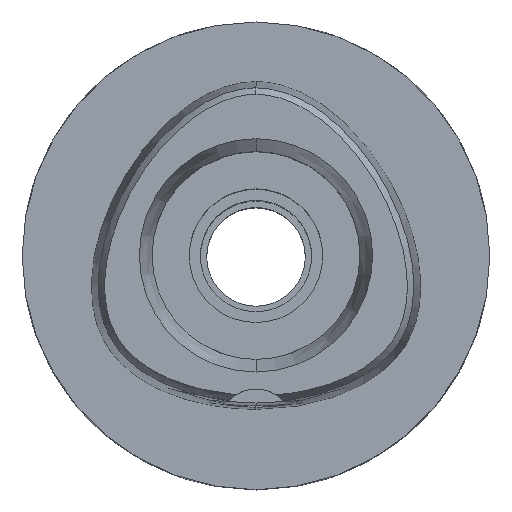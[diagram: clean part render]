
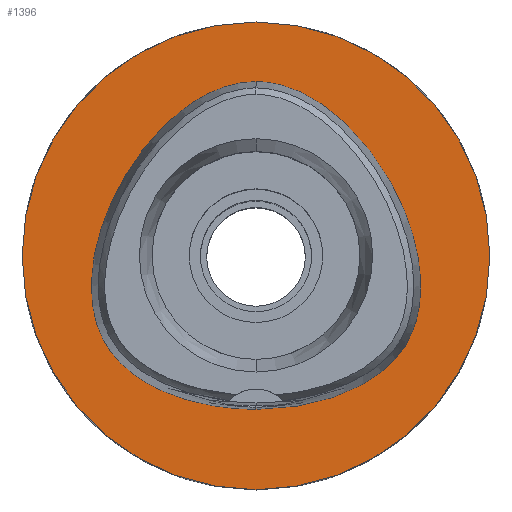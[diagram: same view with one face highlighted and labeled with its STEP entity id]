
A CAD part, top view. The second image highlights one B-rep face of the part: STEP entity #1396.
In plain terms, the highlighted planar face has unit normal (0, 0, 1).
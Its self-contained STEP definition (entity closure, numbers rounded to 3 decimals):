
#38 = CARTESIAN_POINT ( 'NONE',  ( -0.855, 23.475, 0. ) ) ;
#114 = CARTESIAN_POINT ( 'NONE',  ( -11.233, -18.893, 0. ) ) ;
#153 = CARTESIAN_POINT ( 'NONE',  ( 6.341, -20.298, 0. ) ) ;
#310 = DIRECTION ( 'NONE',  ( 0., 0., -1. ) ) ;
#340 = AXIS2_PLACEMENT_3D ( 'NONE', #401, #3911, #704 ) ;
#350 = B_SPLINE_CURVE_WITH_KNOTS ( 'NONE', 3,
 ( #4744, #38, #2024, #472, #773, #4775, #1566, #3541, #2328, #4004, #2817, #3621, #496, #4389, #2738, #415, #2432, #2051, #2384, #114, #1593, #448, #3157 ),
 .UNSPECIFIED., .F., .F.,
 ( 4, 1, 1, 1, 1, 1, 1, 1, 1, 1, 1, 1, 1, 1, 1, 1, 1, 1, 1, 1, 4 ),
 ( 0., 0.042, 0.083, 0.125, 0.167, 0.25, 0.333, 0.417, 0.5, 0.542, 0.583, 0.625, 0.646, 0.667, 0.688, 0.708, 0.75, 0.792, 0.833, 0.917, 1. ),
 .UNSPECIFIED. ) ;
#401 = CARTESIAN_POINT ( 'NONE',  ( 0., 0., 0. ) ) ;
#415 = CARTESIAN_POINT ( 'NONE',  ( -19.649, -12.825, 0. ) ) ;
#448 = CARTESIAN_POINT ( 'NONE',  ( -2.114, -20.675, 0. ) ) ;
#472 = CARTESIAN_POINT ( 'NONE',  ( -5.098, 22.526, 0. ) ) ;
#496 = CARTESIAN_POINT ( 'NONE',  ( -21.555, -8.996, 0. ) ) ;
#594 = CARTESIAN_POINT ( 'NONE',  ( 22.057, -6.848, 0. ) ) ;
#704 = DIRECTION ( 'NONE',  ( 0., -1., 0. ) ) ;
#723 = DIRECTION ( 'NONE',  ( 0., -1., 0. ) ) ;
#773 = CARTESIAN_POINT ( 'NONE',  ( -7.571, 21.315, 0. ) ) ;
#870 = EDGE_LOOP ( 'NONE', ( #3656, #1780 ) ) ;
#936 = CARTESIAN_POINT ( 'NONE',  ( 20.749, 4.657, 0. ) ) ;
#976 = CARTESIAN_POINT ( 'NONE',  ( 14.673, -17.214, 0. ) ) ;
#1030 = CARTESIAN_POINT ( 'NONE',  ( 2.114, -20.675, 0. ) ) ;
#1314 = CARTESIAN_POINT ( 'NONE',  ( 18.568, -14.169, 0. ) ) ;
#1316 = DIRECTION ( 'NONE',  ( 0., 1., 0. ) ) ;
#1339 = CARTESIAN_POINT ( 'NONE',  ( 0., 23.475, 0. ) ) ;
#1379 = CARTESIAN_POINT ( 'NONE',  ( 20.932, -10.604, 0. ) ) ;
#1396 = ADVANCED_FACE ( 'NONE', ( #4731, #4216 ), #3887, .F. ) ;
#1566 = CARTESIAN_POINT ( 'NONE',  ( -14.408, 15.641, 0. ) ) ;
#1593 = CARTESIAN_POINT ( 'NONE',  ( -6.341, -20.298, 0. ) ) ;
#1679 = ORIENTED_EDGE ( 'NONE', *, *, #2747, .F. ) ;
#1764 = CARTESIAN_POINT ( 'NONE',  ( 7.571, 21.315, 0. ) ) ;
#1780 = ORIENTED_EDGE ( 'NONE', *, *, #4948, .F. ) ;
#2024 = CARTESIAN_POINT ( 'NONE',  ( -2.565, 23.293, 0. ) ) ;
#2051 = CARTESIAN_POINT ( 'NONE',  ( -16.959, -15.678, 0. ) ) ;
#2116 = VERTEX_POINT ( 'NONE', #2647 ) ;
#2147 = CARTESIAN_POINT ( 'NONE',  ( 22.245, -4.1, 0. ) ) ;
#2238 = B_SPLINE_CURVE_WITH_KNOTS ( 'NONE', 3,
 ( #4441, #1030, #153, #4825, #976, #3356, #1314, #2866, #2528, #1379, #4058, #594, #2147, #2890, #936, #4922, #3719, #3287, #1764, #2933, #4851, #3331, #1339 ),
 .UNSPECIFIED., .F., .F.,
 ( 4, 1, 1, 1, 1, 1, 1, 1, 1, 1, 1, 1, 1, 1, 1, 1, 1, 1, 1, 1, 4 ),
 ( 0., 0.083, 0.167, 0.208, 0.25, 0.292, 0.312, 0.333, 0.354, 0.375, 0.417, 0.458, 0.5, 0.583, 0.667, 0.75, 0.833, 0.875, 0.917, 0.958, 1. ),
 .UNSPECIFIED. ) ;
#2293 = AXIS2_PLACEMENT_3D ( 'NONE', #2845, #3721, #1316 ) ;
#2328 = CARTESIAN_POINT ( 'NONE',  ( -20.749, 4.657, 0. ) ) ;
#2384 = CARTESIAN_POINT ( 'NONE',  ( -14.673, -17.214, 0. ) ) ;
#2432 = CARTESIAN_POINT ( 'NONE',  ( -18.568, -14.169, 0. ) ) ;
#2528 = CARTESIAN_POINT ( 'NONE',  ( 20.35, -11.749, 0. ) ) ;
#2647 = CARTESIAN_POINT ( 'NONE',  ( 0., 23.475, 0. ) ) ;
#2686 = ORIENTED_EDGE ( 'NONE', *, *, #3333, .F. ) ;
#2703 = AXIS2_PLACEMENT_3D ( 'NONE', #5059, #310, #723 ) ;
#2738 = CARTESIAN_POINT ( 'NONE',  ( -20.35, -11.749, 0. ) ) ;
#2747 = EDGE_CURVE ( 'NONE', #3342, #4889, #4182, .T. ) ;
#2817 = CARTESIAN_POINT ( 'NONE',  ( -22.245, -4.1, 0. ) ) ;
#2845 = CARTESIAN_POINT ( 'NONE',  ( 0., 0., 0. ) ) ;
#2866 = CARTESIAN_POINT ( 'NONE',  ( 19.649, -12.825, 0. ) ) ;
#2890 = CARTESIAN_POINT ( 'NONE',  ( 21.978, -0.281, 0. ) ) ;
#2933 = CARTESIAN_POINT ( 'NONE',  ( 5.098, 22.526, 0. ) ) ;
#3157 = CARTESIAN_POINT ( 'NONE',  ( 0., -20.675, 0. ) ) ;
#3239 = CARTESIAN_POINT ( 'NONE',  ( 0., -20.675, 0. ) ) ;
#3263 = CARTESIAN_POINT ( 'NONE',  ( 0., 31.5, 0. ) ) ;
#3287 = CARTESIAN_POINT ( 'NONE',  ( 10.746, 19.174, 0. ) ) ;
#3331 = CARTESIAN_POINT ( 'NONE',  ( 0.855, 23.475, 0. ) ) ;
#3333 = EDGE_CURVE ( 'NONE', #4889, #3342, #4107, .T. ) ;
#3342 = VERTEX_POINT ( 'NONE', #4082 ) ;
#3356 = CARTESIAN_POINT ( 'NONE',  ( 16.959, -15.678, 0. ) ) ;
#3541 = CARTESIAN_POINT ( 'NONE',  ( -18.068, 10.432, 0. ) ) ;
#3621 = CARTESIAN_POINT ( 'NONE',  ( -22.057, -6.848, 0. ) ) ;
#3656 = ORIENTED_EDGE ( 'NONE', *, *, #3803, .F. ) ;
#3719 = CARTESIAN_POINT ( 'NONE',  ( 14.408, 15.641, 0. ) ) ;
#3721 = DIRECTION ( 'NONE',  ( 0., 0., -1. ) ) ;
#3803 = EDGE_CURVE ( 'NONE', #2116, #3806, #350, .T. ) ;
#3806 = VERTEX_POINT ( 'NONE', #3239 ) ;
#3887 = PLANE ( 'NONE',  #340 ) ;
#3911 = DIRECTION ( 'NONE',  ( 0., 0., -1. ) ) ;
#4004 = CARTESIAN_POINT ( 'NONE',  ( -21.978, -0.281, 0. ) ) ;
#4058 = CARTESIAN_POINT ( 'NONE',  ( 21.555, -8.996, 0. ) ) ;
#4082 = CARTESIAN_POINT ( 'NONE',  ( 0., -31.5, 0. ) ) ;
#4107 = CIRCLE ( 'NONE', #2293, 31.5 ) ;
#4182 = CIRCLE ( 'NONE', #2703, 31.5 ) ;
#4212 = EDGE_LOOP ( 'NONE', ( #2686, #1679 ) ) ;
#4216 = FACE_BOUND ( 'NONE', #870, .T. ) ;
#4389 = CARTESIAN_POINT ( 'NONE',  ( -20.932, -10.604, 0. ) ) ;
#4441 = CARTESIAN_POINT ( 'NONE',  ( 0., -20.675, 0. ) ) ;
#4731 = FACE_OUTER_BOUND ( 'NONE', #4212, .T. ) ;
#4744 = CARTESIAN_POINT ( 'NONE',  ( 0., 23.475, 0. ) ) ;
#4775 = CARTESIAN_POINT ( 'NONE',  ( -10.746, 19.174, 0. ) ) ;
#4825 = CARTESIAN_POINT ( 'NONE',  ( 11.233, -18.893, 0. ) ) ;
#4851 = CARTESIAN_POINT ( 'NONE',  ( 2.565, 23.293, 0. ) ) ;
#4889 = VERTEX_POINT ( 'NONE', #3263 ) ;
#4922 = CARTESIAN_POINT ( 'NONE',  ( 18.068, 10.432, 0. ) ) ;
#4948 = EDGE_CURVE ( 'NONE', #3806, #2116, #2238, .T. ) ;
#5059 = CARTESIAN_POINT ( 'NONE',  ( 0., 0., 0. ) ) ;
